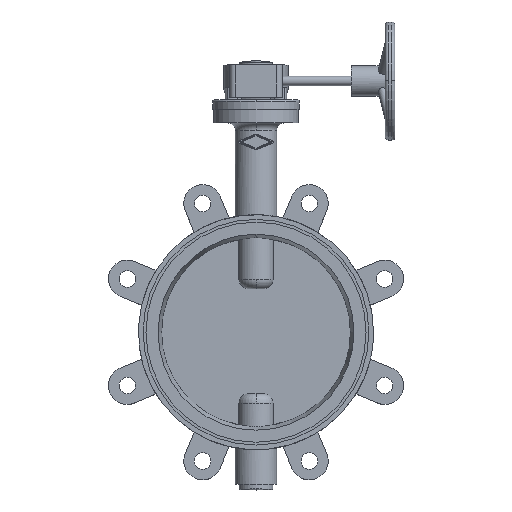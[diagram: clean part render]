
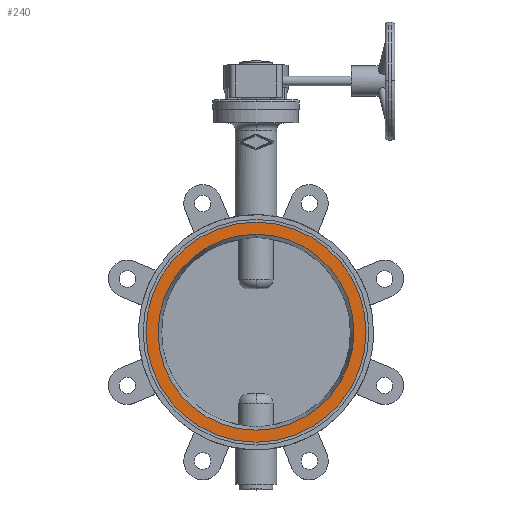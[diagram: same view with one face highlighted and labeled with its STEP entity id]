
A CAD part, top view. The second image highlights one B-rep face of the part: STEP entity #240.
In plain terms, the highlighted planar face has unit normal (0, 0, 1).
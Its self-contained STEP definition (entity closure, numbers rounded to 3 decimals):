
#240 = ADVANCED_FACE( '', ( #680, #681 ), #682, .T. );
#680 = FACE_BOUND( '', #1312, .T. );
#681 = FACE_OUTER_BOUND( '', #1313, .T. );
#682 = PLANE( '', #1314 );
#1312 = EDGE_LOOP( '', ( #2649, #2650 ) );
#1313 = EDGE_LOOP( '', ( #2651, #2652 ) );
#1314 = AXIS2_PLACEMENT_3D( '', #2653, #2654, #2655 );
#2649 = ORIENTED_EDGE( '', *, *, #4520, .F. );
#2650 = ORIENTED_EDGE( '', *, *, #4222, .F. );
#2651 = ORIENTED_EDGE( '', *, *, #4519, .T. );
#2652 = ORIENTED_EDGE( '', *, *, #4224, .T. );
#2653 = CARTESIAN_POINT( '', ( 0., 110.107, -1. ) );
#2654 = DIRECTION( '', ( 0., 0., 1. ) );
#2655 = DIRECTION( '', ( 0., 1., 0. ) );
#4222 = EDGE_CURVE( '', #5093, #5085, #5095, .T. );
#4224 = EDGE_CURVE( '', #5099, #5096, #5100, .T. );
#4519 = EDGE_CURVE( '', #5096, #5099, #5586, .T. );
#4520 = EDGE_CURVE( '', #5085, #5093, #5587, .T. );
#5085 = VERTEX_POINT( '', #6523 );
#5093 = VERTEX_POINT( '', #6566 );
#5095 = CIRCLE( '', #6569, 103.714 );
#5096 = VERTEX_POINT( '', #6570 );
#5099 = VERTEX_POINT( '', #6574 );
#5100 = CIRCLE( '', #6575, 116.5 );
#5586 = CIRCLE( '', #7986, 116.5 );
#5587 = CIRCLE( '', #7987, 103.714 );
#6523 = CARTESIAN_POINT( '', ( 0., 103.714, -1. ) );
#6566 = CARTESIAN_POINT( '', ( 0., -103.714, -1. ) );
#6569 = AXIS2_PLACEMENT_3D( '', #9998, #9999, #10000 );
#6570 = CARTESIAN_POINT( '', ( 0., 116.5, -1. ) );
#6574 = CARTESIAN_POINT( '', ( 0., -116.5, -1. ) );
#6575 = AXIS2_PLACEMENT_3D( '', #10002, #10003, #10004 );
#7986 = AXIS2_PLACEMENT_3D( '', #10521, #10522, #10523 );
#7987 = AXIS2_PLACEMENT_3D( '', #10524, #10525, #10526 );
#9998 = CARTESIAN_POINT( '', ( 0., 0., -1. ) );
#9999 = DIRECTION( '', ( 0., 0., 1. ) );
#10000 = DIRECTION( '', ( 0., 1., 0. ) );
#10002 = CARTESIAN_POINT( '', ( 0., 0., -1. ) );
#10003 = DIRECTION( '', ( 0., 0., 1. ) );
#10004 = DIRECTION( '', ( 0., 1., 0. ) );
#10521 = CARTESIAN_POINT( '', ( 0., 0., -1. ) );
#10522 = DIRECTION( '', ( 0., 0., 1. ) );
#10523 = DIRECTION( '', ( 0., 1., 0. ) );
#10524 = CARTESIAN_POINT( '', ( 0., 0., -1. ) );
#10525 = DIRECTION( '', ( 0., 0., 1. ) );
#10526 = DIRECTION( '', ( 0., 1., 0. ) );
